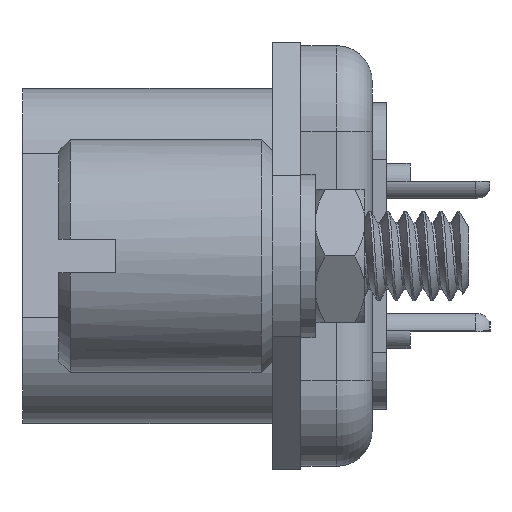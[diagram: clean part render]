
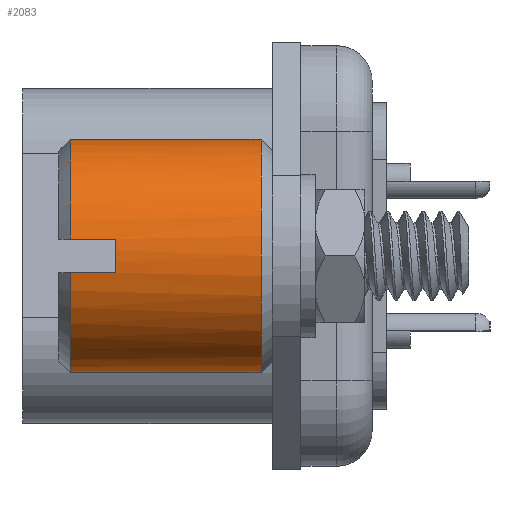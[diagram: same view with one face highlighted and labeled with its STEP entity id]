
A CAD part, left-side view. The second image highlights one B-rep face of the part: STEP entity #2083.
In plain terms, the highlighted cylindrical face has radius 4.15 mm (diameter 8.3 mm), a partial arc.
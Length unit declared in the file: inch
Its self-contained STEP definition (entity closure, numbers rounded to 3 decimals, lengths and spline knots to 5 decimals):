
#112 = DIRECTION ( 'NONE',  ( 0., 0., -1. ) ) ;
#176 = EDGE_CURVE ( 'NONE', #28959, #21077, #5594, .T. ) ;
#269 = CARTESIAN_POINT ( 'NONE',  ( 0., 0.13386, -0.16339 ) ) ;
#719 = ORIENTED_EDGE ( 'NONE', *, *, #36091, .T. ) ;
#1348 = CARTESIAN_POINT ( 'NONE',  ( -0.16167, 0., -0.02362 ) ) ;
#1455 = VERTEX_POINT ( 'NONE', #269 ) ;
#1512 = CARTESIAN_POINT ( 'NONE',  ( -0.16167, 0.13386, 0.02362 ) ) ;
#2083 = ADVANCED_FACE ( 'NONE', ( #13622 ), #8275, .T. ) ;
#2336 = DIRECTION ( 'NONE',  ( 0., -1., 0. ) ) ;
#2672 = VECTOR ( 'NONE', #15567, 39.37008 ) ;
#3086 = DIRECTION ( 'NONE',  ( 0., -1., 0. ) ) ;
#3720 = ORIENTED_EDGE ( 'NONE', *, *, #31495, .F. ) ;
#4145 = DIRECTION ( 'NONE',  ( 0., -1., 0. ) ) ;
#4548 = CIRCLE ( 'NONE', #9846, 0.16339 ) ;
#5011 = CARTESIAN_POINT ( 'NONE',  ( 0., 0.06961, 0. ) ) ;
#5116 = DIRECTION ( 'NONE',  ( 0., 0., 1. ) ) ;
#5594 = CIRCLE ( 'NONE', #10338, 0.16339 ) ;
#6206 = CIRCLE ( 'NONE', #27546, 0.16339 ) ;
#6525 = AXIS2_PLACEMENT_3D ( 'NONE', #25491, #3086, #112 ) ;
#6531 = LINE ( 'NONE', #17980, #2672 ) ;
#7132 = EDGE_CURVE ( 'NONE', #34340, #21077, #6531, .T. ) ;
#7150 = ORIENTED_EDGE ( 'NONE', *, *, #7132, .F. ) ;
#7197 = ORIENTED_EDGE ( 'NONE', *, *, #176, .T. ) ;
#7365 = CARTESIAN_POINT ( 'NONE',  ( -0.16167, 0.13386, -0.02362 ) ) ;
#7873 = EDGE_CURVE ( 'NONE', #10783, #1455, #6206, .T. ) ;
#8275 = CYLINDRICAL_SURFACE ( 'NONE', #6525, 0.16339 ) ;
#9123 = LINE ( 'NONE', #26378, #9984 ) ;
#9643 = VERTEX_POINT ( 'NONE', #19030 ) ;
#9846 = AXIS2_PLACEMENT_3D ( 'NONE', #27722, #2336, #5116 ) ;
#9984 = VECTOR ( 'NONE', #4145, 39.37008 ) ;
#10338 = AXIS2_PLACEMENT_3D ( 'NONE', #25648, #31423, #36663 ) ;
#10783 = VERTEX_POINT ( 'NONE', #7365 ) ;
#11307 = AXIS2_PLACEMENT_3D ( 'NONE', #5011, #35821, #35630 ) ;
#11359 = VERTEX_POINT ( 'NONE', #27504 ) ;
#12783 = EDGE_LOOP ( 'NONE', ( #7150, #719, #13528, #3720, #25306, #28426, #22958, #7197 ) ) ;
#13528 = ORIENTED_EDGE ( 'NONE', *, *, #14727, .F. ) ;
#13622 = FACE_OUTER_BOUND ( 'NONE', #12783, .T. ) ;
#14298 = CARTESIAN_POINT ( 'NONE',  ( 0., 0.13386, 0.16339 ) ) ;
#14727 = EDGE_CURVE ( 'NONE', #9643, #16916, #16384, .T. ) ;
#15567 = DIRECTION ( 'NONE',  ( 0., -1., 0. ) ) ;
#16073 = DIRECTION ( 'NONE',  ( 0., 0., 1. ) ) ;
#16256 = CARTESIAN_POINT ( 'NONE',  ( 0., 0.13386, 0. ) ) ;
#16384 = LINE ( 'NONE', #27741, #23967 ) ;
#16916 = VERTEX_POINT ( 'NONE', #1512 ) ;
#17980 = CARTESIAN_POINT ( 'NONE',  ( 0., 0., 0.16339 ) ) ;
#19030 = CARTESIAN_POINT ( 'NONE',  ( -0.16167, 0.06961, 0.02362 ) ) ;
#19339 = EDGE_CURVE ( 'NONE', #10783, #11359, #26749, .T. ) ;
#20356 = VECTOR ( 'NONE', #35672, 39.37008 ) ;
#21077 = VERTEX_POINT ( 'NONE', #22733 ) ;
#22733 = CARTESIAN_POINT ( 'NONE',  ( 0., -0.13386, 0.16339 ) ) ;
#22958 = ORIENTED_EDGE ( 'NONE', *, *, #23059, .T. ) ;
#23059 = EDGE_CURVE ( 'NONE', #1455, #28959, #9123, .T. ) ;
#23967 = VECTOR ( 'NONE', #33534, 39.37008 ) ;
#25306 = ORIENTED_EDGE ( 'NONE', *, *, #19339, .F. ) ;
#25491 = CARTESIAN_POINT ( 'NONE',  ( 0., 0., 0. ) ) ;
#25521 = CIRCLE ( 'NONE', #11307, 0.16339 ) ;
#25648 = CARTESIAN_POINT ( 'NONE',  ( 0., -0.13386, 0. ) ) ;
#26378 = CARTESIAN_POINT ( 'NONE',  ( 0., 0., -0.16339 ) ) ;
#26749 = LINE ( 'NONE', #1348, #20356 ) ;
#26962 = CARTESIAN_POINT ( 'NONE',  ( 0., -0.13386, -0.16339 ) ) ;
#27504 = CARTESIAN_POINT ( 'NONE',  ( -0.16167, 0.06961, -0.02362 ) ) ;
#27546 = AXIS2_PLACEMENT_3D ( 'NONE', #16256, #33581, #16073 ) ;
#27722 = CARTESIAN_POINT ( 'NONE',  ( 0., 0.13386, 0. ) ) ;
#27741 = CARTESIAN_POINT ( 'NONE',  ( -0.16167, 0., 0.02362 ) ) ;
#28426 = ORIENTED_EDGE ( 'NONE', *, *, #7873, .T. ) ;
#28959 = VERTEX_POINT ( 'NONE', #26962 ) ;
#31423 = DIRECTION ( 'NONE',  ( 0., 1., 0. ) ) ;
#31495 = EDGE_CURVE ( 'NONE', #11359, #9643, #25521, .T. ) ;
#33534 = DIRECTION ( 'NONE',  ( 0., 1., 0. ) ) ;
#33581 = DIRECTION ( 'NONE',  ( 0., -1., 0. ) ) ;
#34340 = VERTEX_POINT ( 'NONE', #14298 ) ;
#35630 = DIRECTION ( 'NONE',  ( 0., 0., -1. ) ) ;
#35672 = DIRECTION ( 'NONE',  ( 0., -1., 0. ) ) ;
#35821 = DIRECTION ( 'NONE',  ( 0., 1., 0. ) ) ;
#36091 = EDGE_CURVE ( 'NONE', #34340, #16916, #4548, .T. ) ;
#36663 = DIRECTION ( 'NONE',  ( 0., 0., -1. ) ) ;
